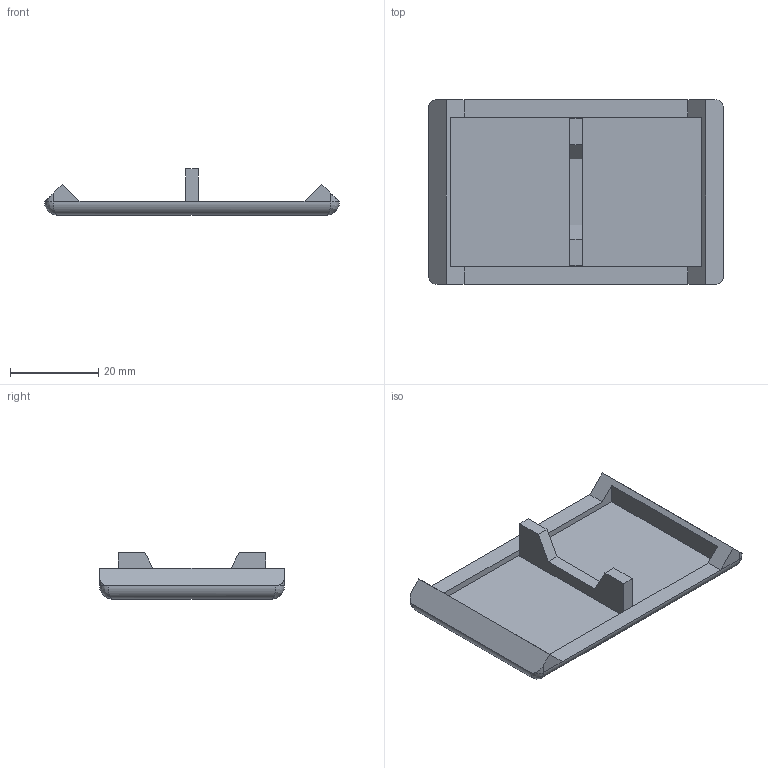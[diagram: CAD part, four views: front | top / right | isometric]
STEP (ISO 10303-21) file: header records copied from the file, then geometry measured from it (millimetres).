
FILE_DESCRIPTION(/* description */ (''),/* implementation_level */ '2;1');
FILE_NAME(/* name */ '304343Z.stp',/* time_stamp */ '2022-10-07T08:35:46+02:00',/* author */ ('aluteckkpl_am'),/* organization */ (''),/* preprocessor_version */ 'ST-DEVELOPER v18.1',/* originating_system */ 'Autodesk Inventor 2021',/* authorisation */ '');
FILE_SCHEMA (('CONFIG_CONTROL_DESIGN'));
Length unit declared in the file: millimetre
Products named in the file (1): 304343Z
Bounding box: 67 x 42 x 10.5 mm (x, y, z)
Volume: 6697.7 mm3; surface area: 7195.9 mm2
Topology: 1 solids, 1 shells, 37 faces, 90 edges, 52 vertices
Faces by surface type: plane 25, cylinder 8, bspline 4
Entity records: 1182 total; most frequent: CARTESIAN_POINT 292, ORIENTED_EDGE 172, DIRECTION 170, EDGE_CURVE 86, LINE 70, VECTOR 70, VERTEX_POINT 52, AXIS2_PLACEMENT_3D 50
